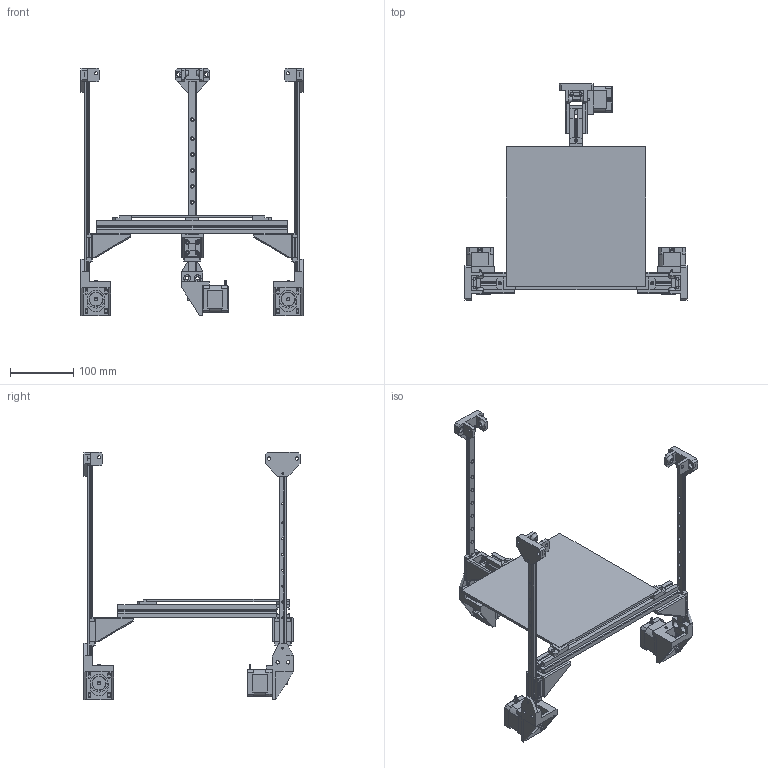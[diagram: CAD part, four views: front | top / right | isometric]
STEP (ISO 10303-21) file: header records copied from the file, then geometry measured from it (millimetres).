
FILE_DESCRIPTION(/* description */ (''),/* implementation_level */ '2;1');
FILE_NAME(/* name */ 'Z gantry.step',/* time_stamp */ '2025-07-10T15:16:56+05:30',/* author */ (''),/* organization */ (''),/* preprocessor_version */ 'ST-DEVELOPER v20.1',/* originating_system */ 'Autodesk Translation Framework v14.10.0.0',/* authorisation */ '');
FILE_SCHEMA (('AUTOMOTIVE_DESIGN { 1 0 10303 214 3 1 1 }'));
Products named in the file (73): SimpleCore 200; Z Assembly; Z_Rear; MGN12 Rail (1) (1); Component189; Component190; 3 X Z_Linear_Rail_Top_Mount (2) (2); 2 X Z_Motor_Mount_Rear_Center_and_Left (2); Nema17 ; Z_Left; MGN12 Rail (1); 3 X Z_Linear_Rail_Top_Mount; 2 X Z_Motor_Mount_Rear_Center_and_Left (1); Nema17 _1; Z_Right; 3 X Z_Linear_Rail_Top_Mount (1); 1 X Z_Motor_Mount_Right (1); MGN12 Rail (2); Component225; Nema17 _2; Component262; Component263; Component264; Component265; Component266; Component267; Component268; Component269; Component270; Component271; Component272; Component273; Component274; Bed Components; Bed Extrusion - Front; Bed Extrusion - Center; Z_Carriage_Left; 3 X Z_Bed_Mount_MG9_MG12 (1); MGN12H Carriage (2); Component204 ...
Assembly tree (98 placements, depth 6):
  SimpleCore 200
    Z Assembly
      Z_Rear
        MGN12 Rail (1) (1)
          Component189
            Component190
        3 X Z_Linear_Rail_Top_Mount (2) (2)
        2 X Z_Motor_Mount_Rear_Center_and_Left (2)
        Nema17 
          Component262
          Component263
          Component264
          Component265
          Component266
          Component267
          Component268
          Component269
          Component270
          Component271
          Component272
          Component273
          Component274
      Z_Left
        MGN12 Rail (1)
        3 X Z_Linear_Rail_Top_Mount
        2 X Z_Motor_Mount_Rear_Center_and_Left (1)
        Nema17 _1
          Component262
          Component263
          Component264
          Component265
          Component266
          Component267
          Component268
          Component269
          Component270
          Component271
          Component272
          Component273
          Component274
      Z_Right
        3 X Z_Linear_Rail_Top_Mount (1)
        1 X Z_Motor_Mount_Right (1)
        MGN12 Rail (2)
          Component225
        Nema17 _2
          Component262
          Component263
          Component264
          Component265
          Component266
          Component267
          Component268
          Component269
          Component270
          Component271
          Component272
          Component273
          Component274
      Bed Components
Bounding box: 350 x 340.5 x 390.01 mm (x, y, z)
Volume: 768672.2 mm3; surface area: 458608.7 mm2
Topology: 75 solids, 75 shells, 2635 faces, 6923 edges, 4561 vertices
Faces by surface type: plane 1615, cylinder 792, cone 117, torus 105, sphere 6
Full cylindrical faces by diameter (mm): 1.2 x12, 2.46 x36, 2.5 x12, 3 x24, 3.2 x6, 3.4 x3, 3.5 x24, 4.2 x15, 5 x9, 5.3 x3, 5.4 x12, 5.5 x3, 6 x36, 8 x15, 11 x6, 11.4 x12, 12 x18, 16 x3, 17.8 x12, 18.4 x12, 22 x15, 28 x9, 30 x6, 35 x3
Entity records: 66917 total; most frequent: CARTESIAN_POINT 13011, DIRECTION 10925, ORIENTED_EDGE 10632, EDGE_CURVE 5316, LINE 3649, VECTOR 3649, AXIS2_PLACEMENT_3D 3638, VERTEX_POINT 3518
